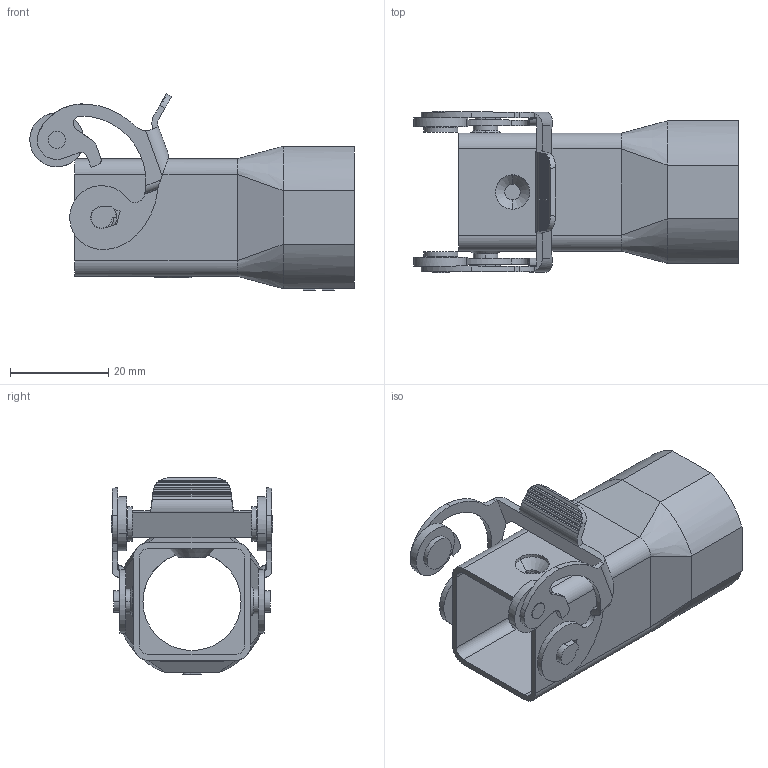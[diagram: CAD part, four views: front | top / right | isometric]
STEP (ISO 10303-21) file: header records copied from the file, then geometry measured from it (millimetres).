
FILE_DESCRIPTION(('Creo Elements/Direct Modeling STEP Export'),'2;1');
FILE_NAME('0lndrr04l4ocgo64500','2018-10-09T16:50:06',(''),(''),'PTC Creo Elements/Direct Modeling STEP processor for AP214 (Solid Model)','PTC Creo Elements/Direct Modeling 19.0B 21-Mar-2015 (C) Parametric Technology GmbH','');
FILE_SCHEMA(('AUTOMOTIVE_DESIGN { 1 0 10303 214 1 1 1 1 }'));
Length unit declared in the file: millimetre
Products named in the file (2): MKAXW_VG25
Assembly tree (1 placements, depth 2):
  MKAXW_VG25
    MKAXW_VG25
Bounding box: 66.13 x 33 x 40 mm (x, y, z)
Volume: 10927.3 mm3; surface area: 13521.7 mm2
Topology: 1 solids, 1 shells, 377 faces, 1047 edges, 690 vertices
Faces by surface type: plane 251, cylinder 115, cone 7, bspline 4
Entity records: 13713 total; most frequent: CARTESIAN_POINT 3081, ORIENTED_EDGE 2094, DIRECTION 1877, EDGE_CURVE 1047, VECTOR 733, LINE 733, VERTEX_POINT 690, AXIS2_PLACEMENT_3D 572
